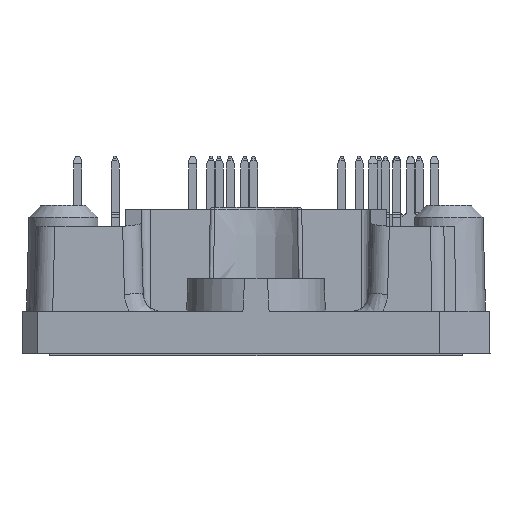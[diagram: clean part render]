
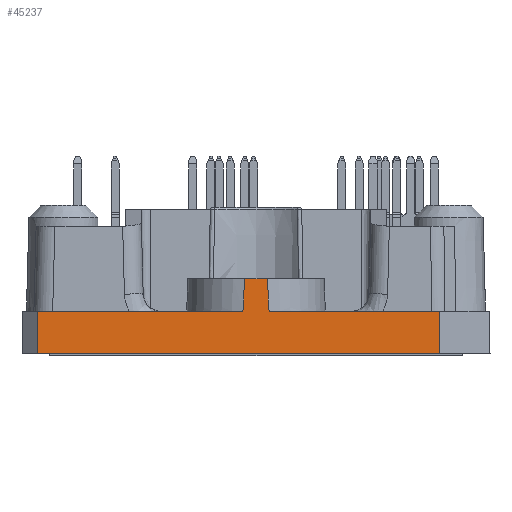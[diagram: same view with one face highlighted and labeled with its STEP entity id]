
A CAD part, left-side view. The second image highlights one B-rep face of the part: STEP entity #45237.
In plain terms, the highlighted planar face has unit normal (-1, 0, 0.018).
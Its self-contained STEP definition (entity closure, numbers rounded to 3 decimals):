
#2663=B_SPLINE_CURVE_WITH_KNOTS('',3,(#67602,#67603,#67604,#67605),
 .UNSPECIFIED.,.F.,.F.,(4,4),(0.,0.003),.UNSPECIFIED.);
#2666=B_SPLINE_CURVE_WITH_KNOTS('',3,(#67623,#67624,#67625,#67626),
 .UNSPECIFIED.,.F.,.F.,(4,4),(0.,0.003),.UNSPECIFIED.);
#5603=ORIENTED_EDGE('',*,*,#14691,.F.);
#5604=ORIENTED_EDGE('',*,*,#14811,.T.);
#5605=ORIENTED_EDGE('',*,*,#14745,.T.);
#5606=ORIENTED_EDGE('',*,*,#14812,.T.);
#5607=ORIENTED_EDGE('',*,*,#14668,.F.);
#5608=ORIENTED_EDGE('',*,*,#14550,.T.);
#5609=ORIENTED_EDGE('',*,*,#14582,.T.);
#5610=ORIENTED_EDGE('',*,*,#14556,.F.);
#14550=EDGE_CURVE('',#18982,#18981,#2663,.T.);
#14556=EDGE_CURVE('',#18986,#18987,#2666,.T.);
#14582=EDGE_CURVE('',#18981,#18987,#22069,.F.);
#14668=EDGE_CURVE('',#18982,#19073,#22106,.F.);
#14691=EDGE_CURVE('',#19091,#18986,#22122,.F.);
#14745=EDGE_CURVE('',#19140,#19139,#22148,.F.);
#14811=EDGE_CURVE('',#19091,#19140,#22199,.F.);
#14812=EDGE_CURVE('',#19139,#19073,#22200,.F.);
#18981=VERTEX_POINT('',#67601);
#18982=VERTEX_POINT('',#67606);
#18986=VERTEX_POINT('',#67622);
#18987=VERTEX_POINT('',#67627);
#19073=VERTEX_POINT('',#67966);
#19091=VERTEX_POINT('',#68016);
#19139=VERTEX_POINT('',#68127);
#19140=VERTEX_POINT('',#68129);
#22069=LINE('',#67705,#25173);
#22106=LINE('',#67965,#25210);
#22122=LINE('',#68017,#25226);
#22148=LINE('',#68128,#25252);
#22199=LINE('',#68263,#25303);
#22200=LINE('',#68264,#25304);
#25173=VECTOR('',#51872,1000.);
#25210=VECTOR('',#51991,1000.);
#25226=VECTOR('',#52023,1000.);
#25252=VECTOR('',#52105,1000.);
#25303=VECTOR('',#52212,1000.);
#25304=VECTOR('',#52213,1000.);
#27957=EDGE_LOOP('',(#5603,#5604,#5605,#5606,#5607,#5608,#5609,#5610));
#29871=FACE_BOUND('',#27957,.T.);
#31434=PLANE('',#47293);
#45237=ADVANCED_FACE('',(#29871),#31434,.T.);
#47293=AXIS2_PLACEMENT_3D('',#68262,#52210,#52211);
#51872=DIRECTION('',(0.,-1.,0.));
#51991=DIRECTION('',(0.,1.,0.));
#52023=DIRECTION('',(0.,1.,0.));
#52105=DIRECTION('',(0.,1.,0.));
#52210=DIRECTION('',(-1.,0.,0.017));
#52211=DIRECTION('',(0.017,0.,1.));
#52212=DIRECTION('',(0.017,-0.017,1.));
#52213=DIRECTION('',(-0.017,-0.007,-1.));
#67601=CARTESIAN_POINT('',(-40.895,-0.913,6.));
#67602=CARTESIAN_POINT('',(-40.941,-1.044,3.4));
#67603=CARTESIAN_POINT('',(-40.926,-1.003,4.267));
#67604=CARTESIAN_POINT('',(-40.91,-0.959,5.133));
#67605=CARTESIAN_POINT('',(-40.895,-0.913,6.));
#67606=CARTESIAN_POINT('',(-40.941,-1.044,3.4));
#67622=CARTESIAN_POINT('',(-40.941,1.044,3.4));
#67623=CARTESIAN_POINT('',(-40.941,1.044,3.4));
#67624=CARTESIAN_POINT('',(-40.926,1.003,4.267));
#67625=CARTESIAN_POINT('',(-40.91,0.959,5.133));
#67626=CARTESIAN_POINT('',(-40.895,0.913,6.));
#67627=CARTESIAN_POINT('',(-40.895,0.913,6.));
#67705=CARTESIAN_POINT('',(-40.895,0.,6.));
#67965=CARTESIAN_POINT('',(-40.941,0.,3.4));
#67966=CARTESIAN_POINT('',(-40.941,-14.675,3.4));
#68016=CARTESIAN_POINT('',(-40.941,17.43,3.4));
#68017=CARTESIAN_POINT('',(-40.941,0.,3.4));
#68127=CARTESIAN_POINT('',(-41.,-14.7,0.));
#68128=CARTESIAN_POINT('',(-41.,0.,0.));
#68129=CARTESIAN_POINT('',(-41.,17.49,0.));
#68262=CARTESIAN_POINT('',(-41.,0.,0.));
#68263=CARTESIAN_POINT('',(-40.995,17.484,0.305));
#68264=CARTESIAN_POINT('',(-40.998,-14.699,0.134));
